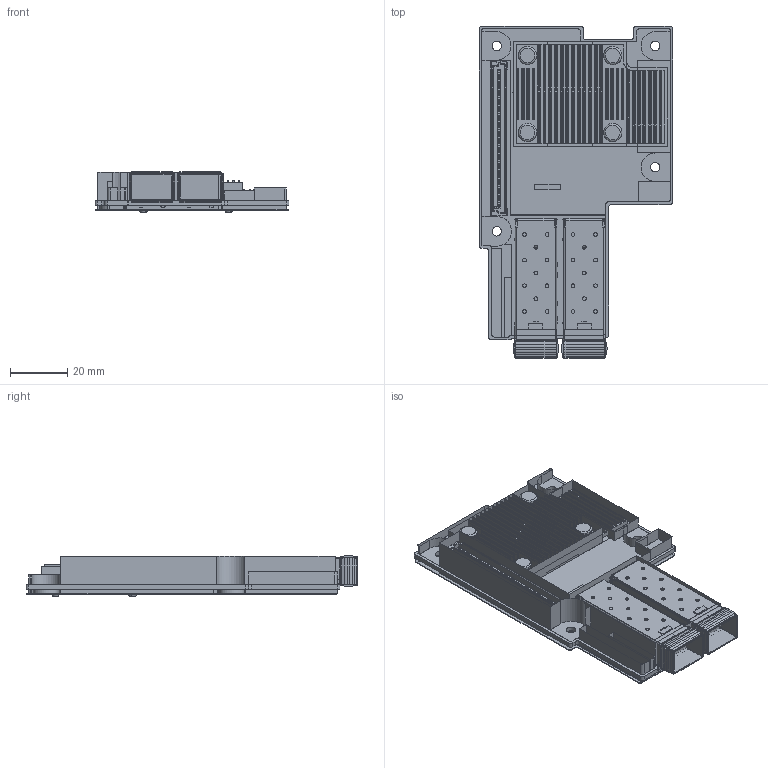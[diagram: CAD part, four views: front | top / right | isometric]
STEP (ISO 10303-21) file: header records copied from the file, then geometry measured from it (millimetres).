
FILE_DESCRIPTION(/* description */ ('CON PCB B-T-B VERTICAL PLUG SMT 120 PIN HEIGHT 7.7MM'),/* implementation_level */ '2;1');
FILE_NAME(/* name */ 'MCX4421A-ACAN_B200.stp',/* time_stamp */ '2015-10-18T16:28:17+03:00',/* author */ ('yossin'),/* organization */ (''),/* preprocessor_version */ 'ST-DEVELOPER v16.1',/* originating_system */ 'Autodesk Inventor 2016',/* authorisation */ '');
FILE_SCHEMA (('AUTOMOTIVE_DESIGN { 1 0 10303 214 3 1 1 }'));
Products named in the file (17): CON000629-MODELING; CON001186; LED000042; LED000015; CON001210; PS SILK; MEC011405; MEC009451; MEC0009715; MEC011399; HSK000127; HSK000135; MEC005198; PCB001123; SFG001569; SFG001569-DRW; SFG001569-DRW1
Assembly tree (26 placements, depth 4):
  SFG001569-DRW1
    SFG001569-DRW
      SFG001569
        PCB001123
        CON000629-MODELING
        CON001186  x2
        LED000042  x2
        LED000015  x2
        CON001210  x2
      PS SILK
      MEC011399
        MEC011405
        MEC009451  x4
        MEC0009715
      HSK000127
      HSK000135
      MEC005198  x4
Bounding box: 68 x 116.4 x 14.32 mm (x, y, z)
Volume: 22663.1 mm3; surface area: 63860.8 mm2
Topology: 26 solids, 38 shells, 6764 faces, 19884 edges, 13380 vertices
Faces by surface type: plane 5317, cylinder 1100, bspline 235, torus 40, cone 39, sphere 33
Full cylindrical faces by diameter (mm): 0.7 x1, 0.8 x1, 1.05 x2, 1.1 x1, 1.3 x22, 1.55 x2, 2.8 x4, 3 x4, 3.2 x8, 3.3 x4, 3.7 x4, 3.8 x4, 4 x4, 6 x4, 6.2 x4, 9 x4, 10 x4
Entity records: 174905 total; most frequent: CARTESIAN_POINT 35101, ORIENTED_EDGE 29634, DIRECTION 26700, EDGE_CURVE 14945, LINE 13398, VECTOR 13398, VERTEX_POINT 9632, AXIS2_PLACEMENT_3D 6651
